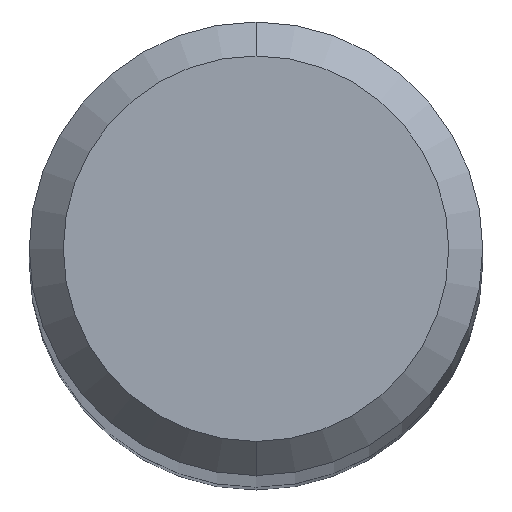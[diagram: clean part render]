
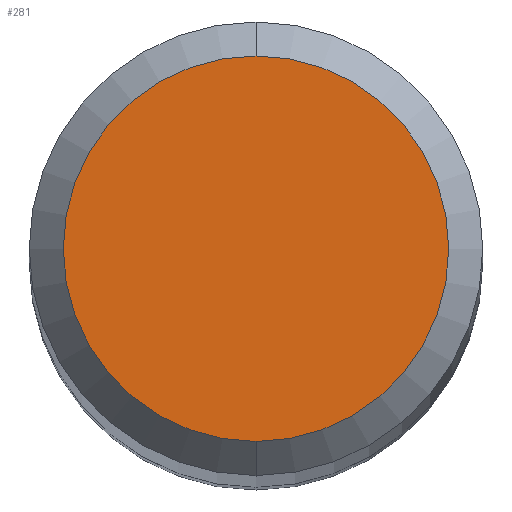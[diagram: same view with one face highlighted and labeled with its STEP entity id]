
A CAD part, top view. The second image highlights one B-rep face of the part: STEP entity #281.
In plain terms, the highlighted planar face has unit normal (0, 0, 1).
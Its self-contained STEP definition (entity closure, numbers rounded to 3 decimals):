
#181=EDGE_CURVE('',#201,#195,#457,.T.);
#195=VERTEX_POINT('',#472);
#201=VERTEX_POINT('',#479);
#281=ADVANCED_FACE('',(#568),#569,.T.);
#395=EDGE_CURVE('',#195,#201,#694,.T.);
#457=CIRCLE('',#800,1.7);
#472=CARTESIAN_POINT('',(0.0,1.7,0.0));
#479=CARTESIAN_POINT('',(0.,-1.7,0.0));
#568=FACE_OUTER_BOUND('',#986,.T.);
#569=PLANE('',#987);
#694=CIRCLE('',#1280,1.7);
#800=AXIS2_PLACEMENT_3D('',#1327,#1328,#1329);
#986=EDGE_LOOP('',(#1460,#1461));
#987=AXIS2_PLACEMENT_3D('',#1462,#1463,#1464);
#1280=AXIS2_PLACEMENT_3D('',#1594,#1595,#1596);
#1327=CARTESIAN_POINT('',(0.0,0.0,0.0));
#1328=DIRECTION('',(0.0,0.0,-1.0));
#1329=DIRECTION('',(0.0,1.0,0.0));
#1460=ORIENTED_EDGE('',*,*,#395,.F.);
#1461=ORIENTED_EDGE('',*,*,#181,.F.);
#1462=CARTESIAN_POINT('',(0.0,0.85,0.0));
#1463=DIRECTION('',(-0.0,0.0,1.0));
#1464=DIRECTION('',(0.0,-1.0,0.0));
#1594=CARTESIAN_POINT('',(0.0,0.0,0.0));
#1595=DIRECTION('',(0.0,0.0,-1.0));
#1596=DIRECTION('',(0.0,1.0,0.0));
